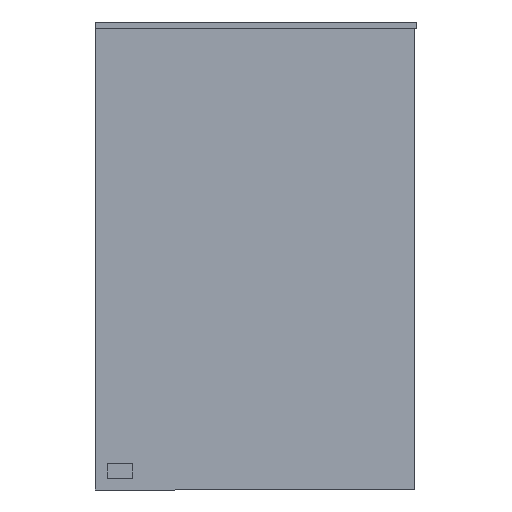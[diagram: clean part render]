
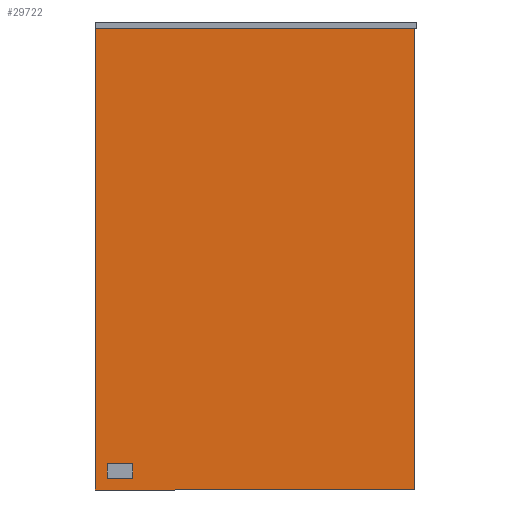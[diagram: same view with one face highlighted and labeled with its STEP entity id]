
A CAD part, left-side view. The second image highlights one B-rep face of the part: STEP entity #29722.
In plain terms, the highlighted planar face has unit normal (-1, 0, 0).
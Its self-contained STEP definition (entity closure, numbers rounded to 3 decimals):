
#2583=FACE_OUTER_BOUND('',#4266,.T.);
#4266=EDGE_LOOP('',(#25840,#25841,#25842,#25843));
#7231=LINE('',#50705,#10321);
#7235=LINE('',#50713,#10325);
#7238=LINE('',#50719,#10328);
#7241=LINE('',#50724,#10331);
#10321=VECTOR('',#40357,1.);
#10325=VECTOR('',#40363,1.);
#10328=VECTOR('',#40368,1.);
#10331=VECTOR('',#40373,1.);
#14089=VERTEX_POINT('',#50703);
#14090=VERTEX_POINT('',#50704);
#14093=VERTEX_POINT('',#50712);
#14095=VERTEX_POINT('',#50718);
#18086=EDGE_CURVE('',#14089,#14090,#7231,.T.);
#18090=EDGE_CURVE('',#14093,#14089,#7235,.T.);
#18093=EDGE_CURVE('',#14095,#14093,#7238,.T.);
#18096=EDGE_CURVE('',#14090,#14095,#7241,.T.);
#25840=ORIENTED_EDGE('',*,*,#18096,.F.);
#25841=ORIENTED_EDGE('',*,*,#18086,.F.);
#25842=ORIENTED_EDGE('',*,*,#18090,.F.);
#25843=ORIENTED_EDGE('',*,*,#18093,.F.);
#28219=PLANE('',#32956);
#29722=ADVANCED_FACE('',(#2583),#28219,.F.);
#32956=AXIS2_PLACEMENT_3D('',#50727,#40377,#40378);
#40357=DIRECTION('',(0.,1.,0.));
#40363=DIRECTION('',(0.,0.,-1.));
#40368=DIRECTION('',(0.,-1.,0.));
#40373=DIRECTION('',(0.,0.,1.));
#40377=DIRECTION('center_axis',(1.,0.,0.));
#40378=DIRECTION('ref_axis',(0.,0.,-1.));
#50703=CARTESIAN_POINT('',(0.,-378.,0.));
#50704=CARTESIAN_POINT('',(0.,0.,0.));
#50705=CARTESIAN_POINT('',(0.,-378.,0.));
#50712=CARTESIAN_POINT('',(0.,-378.,546.));
#50713=CARTESIAN_POINT('',(0.,-378.,546.));
#50718=CARTESIAN_POINT('',(0.,0.,546.));
#50719=CARTESIAN_POINT('',(0.,0.,546.));
#50724=CARTESIAN_POINT('',(0.,0.,0.));
#50727=CARTESIAN_POINT('Origin',(0.,-189.,273.));
